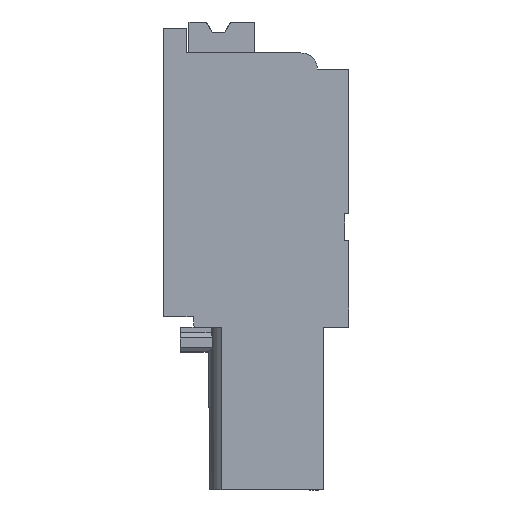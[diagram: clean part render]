
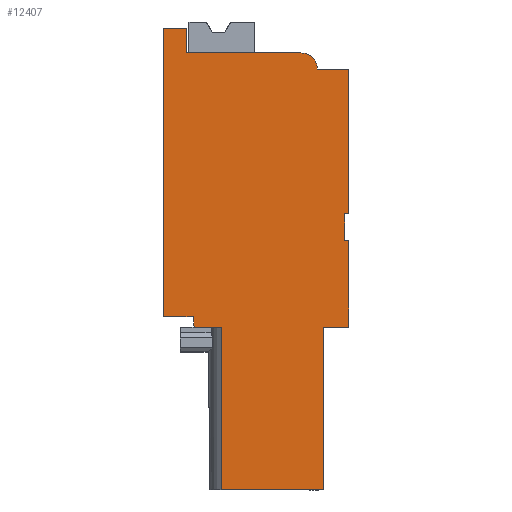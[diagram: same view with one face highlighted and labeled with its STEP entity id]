
A CAD part, left-side view. The second image highlights one B-rep face of the part: STEP entity #12407.
In plain terms, the highlighted planar face has unit normal (-1, 0, 0).
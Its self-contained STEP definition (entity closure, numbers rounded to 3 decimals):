
#2451=AXIS2_PLACEMENT_3D('Circle Axis2P3D',#2449,#2450,$) ;
#12380=AXIS2_PLACEMENT_3D('Plane Axis2P3D',#12377,#12378,#12379) ;
#40=CARTESIAN_POINT('Vertex',(0.,0.,13.4)) ;
#45=CARTESIAN_POINT('Line Origine',(0.,0.1,13.4)) ;
#49=CARTESIAN_POINT('Vertex',(0.,0.2,13.4)) ;
#83=CARTESIAN_POINT('Line Origine',(0.,0.2,12.75)) ;
#87=CARTESIAN_POINT('Vertex',(0.,0.2,12.1)) ;
#107=CARTESIAN_POINT('Line Origine',(0.,0.1,12.1)) ;
#111=CARTESIAN_POINT('Vertex',(0.,0.,12.1)) ;
#138=CARTESIAN_POINT('Line Origine',(0.,0.,10.)) ;
#142=CARTESIAN_POINT('Vertex',(0.,0.,7.9)) ;
#700=CARTESIAN_POINT('Line Origine',(0.,0.612,7.9)) ;
#704=CARTESIAN_POINT('Vertex',(0.,1.224,7.9)) ;
#1062=CARTESIAN_POINT('Line Origine',(0.,1.224,3.95)) ;
#1066=CARTESIAN_POINT('Vertex',(0.,1.224,0.)) ;
#1812=CARTESIAN_POINT('Line Origine',(0.,3.706,0.)) ;
#1816=CARTESIAN_POINT('Vertex',(0.,6.187,0.)) ;
#2446=CARTESIAN_POINT('Vertex',(0.,2.325,21.2)) ;
#2449=CARTESIAN_POINT('Axis2P3D Location',(0.,2.325,20.4)) ;
#2453=CARTESIAN_POINT('Vertex',(0.,1.525,20.4)) ;
#2572=CARTESIAN_POINT('Line Origine',(0.,5.087,21.2)) ;
#2576=CARTESIAN_POINT('Vertex',(0.,7.85,21.2)) ;
#3226=CARTESIAN_POINT('Line Origine',(0.,7.85,21.8)) ;
#3230=CARTESIAN_POINT('Vertex',(0.,7.85,22.4)) ;
#3257=CARTESIAN_POINT('Line Origine',(0.,8.425,22.4)) ;
#3261=CARTESIAN_POINT('Vertex',(0.,9.,22.4)) ;
#3288=CARTESIAN_POINT('Line Origine',(0.,9.,15.4)) ;
#3292=CARTESIAN_POINT('Vertex',(0.,9.,8.4)) ;
#3523=CARTESIAN_POINT('Line Origine',(0.,8.272,8.4)) ;
#3527=CARTESIAN_POINT('Vertex',(0.,7.545,8.4)) ;
#3658=CARTESIAN_POINT('Vertex',(0.,7.501,7.9)) ;
#3661=CARTESIAN_POINT('Line Origine',(0.,7.523,8.15)) ;
#3729=CARTESIAN_POINT('Vertex',(0.,6.187,7.9)) ;
#3732=CARTESIAN_POINT('Line Origine',(0.,6.844,7.9)) ;
#10365=CARTESIAN_POINT('Line Origine',(0.,0.762,20.4)) ;
#10369=CARTESIAN_POINT('Vertex',(0.,0.,20.4)) ;
#11587=CARTESIAN_POINT('Line Origine',(0.,6.187,3.95)) ;
#12377=CARTESIAN_POINT('Axis2P3D Location',(0.,0.,0.)) ;
#12382=CARTESIAN_POINT('Line Origine',(0.,0.,16.9)) ;
#46=DIRECTION('Vector Direction',(0.,1.,0.)) ;
#84=DIRECTION('Vector Direction',(0.,0.,1.)) ;
#108=DIRECTION('Vector Direction',(0.,-1.,0.)) ;
#139=DIRECTION('Vector Direction',(0.,0.,1.)) ;
#701=DIRECTION('Vector Direction',(0.,1.,0.)) ;
#1063=DIRECTION('Vector Direction',(0.,0.,1.)) ;
#1813=DIRECTION('Vector Direction',(0.,-1.,0.)) ;
#2450=DIRECTION('Axis2P3D Direction',(-1.,-0.,0.)) ;
#2573=DIRECTION('Vector Direction',(0.,-1.,0.)) ;
#3227=DIRECTION('Vector Direction',(0.,0.,-1.)) ;
#3258=DIRECTION('Vector Direction',(0.,-1.,0.)) ;
#3289=DIRECTION('Vector Direction',(0.,0.,1.)) ;
#3524=DIRECTION('Vector Direction',(0.,-1.,0.)) ;
#3662=DIRECTION('Vector Direction',(0.,0.087,0.996)) ;
#3733=DIRECTION('Vector Direction',(0.,1.,0.)) ;
#10366=DIRECTION('Vector Direction',(0.,-1.,0.)) ;
#11588=DIRECTION('Vector Direction',(0.,0.,1.)) ;
#12378=DIRECTION('Axis2P3D Direction',(-1.,0.,0.)) ;
#12379=DIRECTION('Axis2P3D XDirection',(0.,0.,1.)) ;
#12383=DIRECTION('Vector Direction',(0.,0.,1.)) ;
#47=VECTOR('Line Direction',#46,1.) ;
#85=VECTOR('Line Direction',#84,1.) ;
#109=VECTOR('Line Direction',#108,1.) ;
#140=VECTOR('Line Direction',#139,1.) ;
#702=VECTOR('Line Direction',#701,1.) ;
#1064=VECTOR('Line Direction',#1063,1.) ;
#1814=VECTOR('Line Direction',#1813,1.) ;
#2574=VECTOR('Line Direction',#2573,1.) ;
#3228=VECTOR('Line Direction',#3227,1.) ;
#3259=VECTOR('Line Direction',#3258,1.) ;
#3290=VECTOR('Line Direction',#3289,1.) ;
#3525=VECTOR('Line Direction',#3524,1.) ;
#3663=VECTOR('Line Direction',#3662,1.) ;
#3734=VECTOR('Line Direction',#3733,1.) ;
#10367=VECTOR('Line Direction',#10366,1.) ;
#11589=VECTOR('Line Direction',#11588,1.) ;
#12384=VECTOR('Line Direction',#12383,1.) ;
#12388=ORIENTED_EDGE('',*,*,#12386,.T.) ;
#12389=ORIENTED_EDGE('',*,*,#10371,.T.) ;
#12390=ORIENTED_EDGE('',*,*,#2455,.T.) ;
#12391=ORIENTED_EDGE('',*,*,#2578,.T.) ;
#12392=ORIENTED_EDGE('',*,*,#3232,.T.) ;
#12393=ORIENTED_EDGE('',*,*,#3263,.T.) ;
#12394=ORIENTED_EDGE('',*,*,#3294,.T.) ;
#12395=ORIENTED_EDGE('',*,*,#3529,.T.) ;
#12396=ORIENTED_EDGE('',*,*,#3665,.T.) ;
#12397=ORIENTED_EDGE('',*,*,#3736,.T.) ;
#12398=ORIENTED_EDGE('',*,*,#11591,.F.) ;
#12399=ORIENTED_EDGE('',*,*,#1818,.T.) ;
#12400=ORIENTED_EDGE('',*,*,#1068,.T.) ;
#12401=ORIENTED_EDGE('',*,*,#706,.T.) ;
#12402=ORIENTED_EDGE('',*,*,#144,.T.) ;
#12403=ORIENTED_EDGE('',*,*,#113,.T.) ;
#12404=ORIENTED_EDGE('',*,*,#89,.T.) ;
#12405=ORIENTED_EDGE('',*,*,#51,.T.) ;
#12407=ADVANCED_FACE('HOUSING',(#12406),#12381,.T.) ;
#2452=CIRCLE('generated circle',#2451,0.8) ;
#51=EDGE_CURVE('',#50,#41,#48,.F.) ;
#89=EDGE_CURVE('',#88,#50,#86,.T.) ;
#113=EDGE_CURVE('',#112,#88,#110,.F.) ;
#144=EDGE_CURVE('',#143,#112,#141,.T.) ;
#706=EDGE_CURVE('',#705,#143,#703,.F.) ;
#1068=EDGE_CURVE('',#1067,#705,#1065,.T.) ;
#1818=EDGE_CURVE('',#1817,#1067,#1815,.T.) ;
#2455=EDGE_CURVE('',#2454,#2447,#2452,.T.) ;
#2578=EDGE_CURVE('',#2447,#2577,#2575,.F.) ;
#3232=EDGE_CURVE('',#2577,#3231,#3229,.F.) ;
#3263=EDGE_CURVE('',#3231,#3262,#3260,.F.) ;
#3294=EDGE_CURVE('',#3262,#3293,#3291,.F.) ;
#3529=EDGE_CURVE('',#3293,#3528,#3526,.T.) ;
#3665=EDGE_CURVE('',#3528,#3659,#3664,.F.) ;
#3736=EDGE_CURVE('',#3659,#3730,#3735,.F.) ;
#10371=EDGE_CURVE('',#10370,#2454,#10368,.F.) ;
#11591=EDGE_CURVE('',#1817,#3730,#11590,.T.) ;
#12386=EDGE_CURVE('',#41,#10370,#12385,.T.) ;
#12387=EDGE_LOOP('',(#12388,#12389,#12390,#12391,#12392,#12393,#12394,#12395,#12396,#12397,#12398,#12399,#12400,#12401,#12402,#12403,#12404,#12405)) ;
#12406=FACE_OUTER_BOUND('',#12387,.T.) ;
#48=LINE('Line',#45,#47) ;
#86=LINE('Line',#83,#85) ;
#110=LINE('Line',#107,#109) ;
#141=LINE('Line',#138,#140) ;
#703=LINE('Line',#700,#702) ;
#1065=LINE('Line',#1062,#1064) ;
#1815=LINE('Line',#1812,#1814) ;
#2575=LINE('Line',#2572,#2574) ;
#3229=LINE('Line',#3226,#3228) ;
#3260=LINE('Line',#3257,#3259) ;
#3291=LINE('Line',#3288,#3290) ;
#3526=LINE('Line',#3523,#3525) ;
#3664=LINE('Line',#3661,#3663) ;
#3735=LINE('Line',#3732,#3734) ;
#10368=LINE('Line',#10365,#10367) ;
#11590=LINE('Line',#11587,#11589) ;
#12385=LINE('Line',#12382,#12384) ;
#12381=PLANE('',#12380) ;
#41=VERTEX_POINT('',#40) ;
#50=VERTEX_POINT('',#49) ;
#88=VERTEX_POINT('',#87) ;
#112=VERTEX_POINT('',#111) ;
#143=VERTEX_POINT('',#142) ;
#705=VERTEX_POINT('',#704) ;
#1067=VERTEX_POINT('',#1066) ;
#1817=VERTEX_POINT('',#1816) ;
#2447=VERTEX_POINT('',#2446) ;
#2454=VERTEX_POINT('',#2453) ;
#2577=VERTEX_POINT('',#2576) ;
#3231=VERTEX_POINT('',#3230) ;
#3262=VERTEX_POINT('',#3261) ;
#3293=VERTEX_POINT('',#3292) ;
#3528=VERTEX_POINT('',#3527) ;
#3659=VERTEX_POINT('',#3658) ;
#3730=VERTEX_POINT('',#3729) ;
#10370=VERTEX_POINT('',#10369) ;
